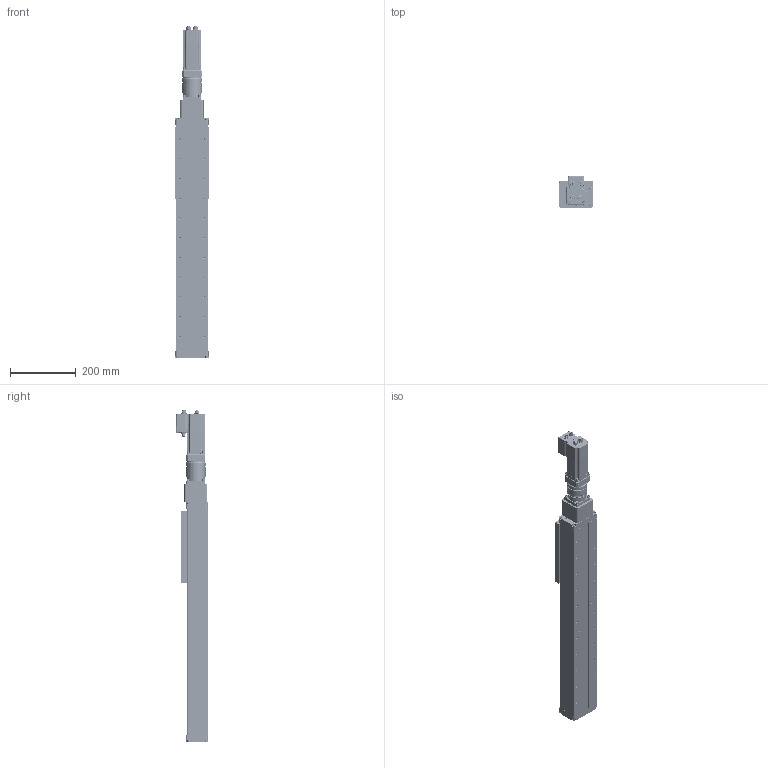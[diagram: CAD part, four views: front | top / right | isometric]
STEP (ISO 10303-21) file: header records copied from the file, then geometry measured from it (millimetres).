
FILE_DESCRIPTION (( 'STEP AP203' ), '1' );
FILE_NAME ('TRS-475015-1.step', '2024-11-14T19:19:48', ( '' ), ( '' ), 'SwSTEP 2.0', 'SolidWorks 2024', '' );
FILE_SCHEMA (( 'CONFIG_CONTROL_DESIGN' ));
Length unit declared in the file: inch
Products named in the file (5): TRS-475015-1; Base_TRS-475015-1; tempJoin0_06029351_TRS-475015-1; tempJoin0_06029367_TRS-475015-1; 36049361_TRS-475015-1
Assembly tree (4 placements, depth 2):
  TRS-475015-1
    tempJoin0_06029351_TRS-475015-1
    36049361_TRS-475015-1
    tempJoin0_06029367_TRS-475015-1
    Base_TRS-475015-1
Bounding box: 104 x 96.59 x 1010.13 mm (x, y, z)
Volume: 4039695.8 mm3; surface area: 945246.3 mm2
Topology: 10 solids, 120 shells, 5420 faces, 13914 edges, 8869 vertices
Faces by surface type: plane 3291, cylinder 1223, cone 478, bspline 223, torus 179, sphere 26
Full cylindrical faces by diameter (mm): 1 x32, 1.2 x4, 1.511 x1, 1.6 x8, 2 x6, 2.4 x2, 2.5 x10, 3.175 x16, 3.242 x14, 3.3 x43, 3.4 x1, 4 x40, 4.2 x24, 4.201 x4, 4.3 x2, 4.667 x2, 4.826 x4, 4.928 x16, 4.93 x6, 5 x30, 5.001 x4, 5.2 x28, 5.6 x1, 6 x7, 6.013 x2, 6.223 x4, 6.35 x3, 6.6 x4, 6.8 x22, 7 x30
Entity records: 177498 total; most frequent: CARTESIAN_POINT 53053, ORIENTED_EDGE 25016, DIRECTION 24941, EDGE_CURVE 12508, AXIS2_PLACEMENT_3D 8947, VERTEX_POINT 8378, LINE 7047, VECTOR 7047
